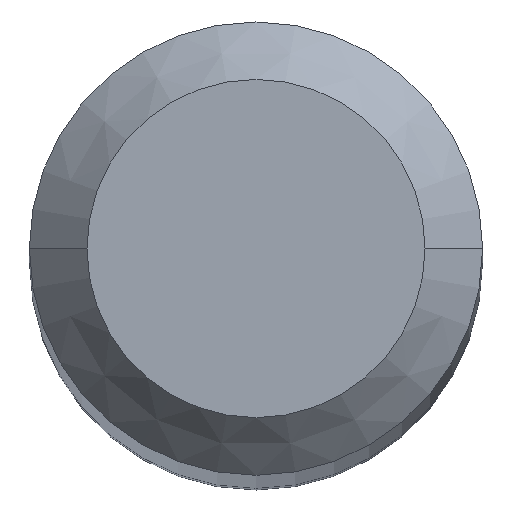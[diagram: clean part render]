
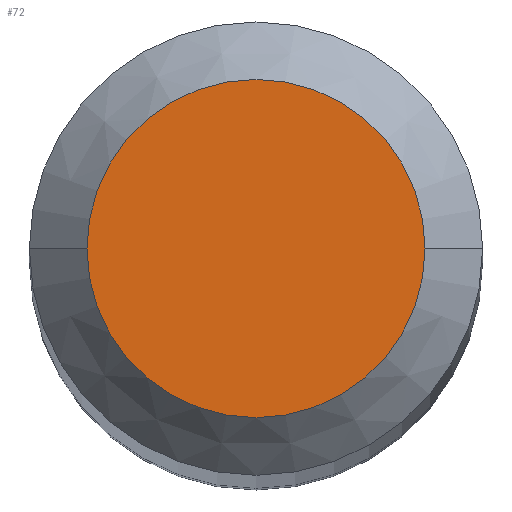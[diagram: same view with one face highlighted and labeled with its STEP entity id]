
A CAD part, top view. The second image highlights one B-rep face of the part: STEP entity #72.
In plain terms, the highlighted planar face has unit normal (0, 0, 1).
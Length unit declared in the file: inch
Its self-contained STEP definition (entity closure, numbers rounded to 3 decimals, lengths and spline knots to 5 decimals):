
#6 = AXIS2_PLACEMENT_3D ( 'NONE', #171, #192, #144 ) ;
#8 = ORIENTED_EDGE ( 'NONE', *, *, #136, .T. ) ;
#29 = ORIENTED_EDGE ( 'NONE', *, *, #253, .T. ) ;
#72 = ADVANCED_FACE ( 'NONE', ( #190 ), #280, .T. ) ;
#78 = VERTEX_POINT ( 'NONE', #214 ) ;
#89 = DIRECTION ( 'NONE',  ( 0., 0., 1. ) ) ;
#90 = CIRCLE ( 'NONE', #135, 0.04405 ) ;
#100 = DIRECTION ( 'NONE',  ( 1., 0., 0. ) ) ;
#102 = CIRCLE ( 'NONE', #210, 0.04405 ) ;
#128 = VERTEX_POINT ( 'NONE', #255 ) ;
#130 = EDGE_LOOP ( 'NONE', ( #29, #8 ) ) ;
#135 = AXIS2_PLACEMENT_3D ( 'NONE', #285, #167, #100 ) ;
#136 = EDGE_CURVE ( 'NONE', #78, #128, #90, .T. ) ;
#144 = DIRECTION ( 'NONE',  ( 1., 0., 0. ) ) ;
#167 = DIRECTION ( 'NONE',  ( 0., 0., 1. ) ) ;
#171 = CARTESIAN_POINT ( 'NONE',  ( 0., 0., 2.24409 ) ) ;
#190 = FACE_OUTER_BOUND ( 'NONE', #130, .T. ) ;
#192 = DIRECTION ( 'NONE',  ( 0., 0., 1. ) ) ;
#201 = CARTESIAN_POINT ( 'NONE',  ( 0., 0., 2.24409 ) ) ;
#210 = AXIS2_PLACEMENT_3D ( 'NONE', #201, #89, #270 ) ;
#214 = CARTESIAN_POINT ( 'NONE',  ( 0.04405, 0., 2.24409 ) ) ;
#253 = EDGE_CURVE ( 'NONE', #128, #78, #102, .T. ) ;
#255 = CARTESIAN_POINT ( 'NONE',  ( -0.04405, 0., 2.24409 ) ) ;
#270 = DIRECTION ( 'NONE',  ( 1., 0., 0. ) ) ;
#280 = PLANE ( 'NONE',  #6 ) ;
#285 = CARTESIAN_POINT ( 'NONE',  ( 0., 0., 2.24409 ) ) ;
